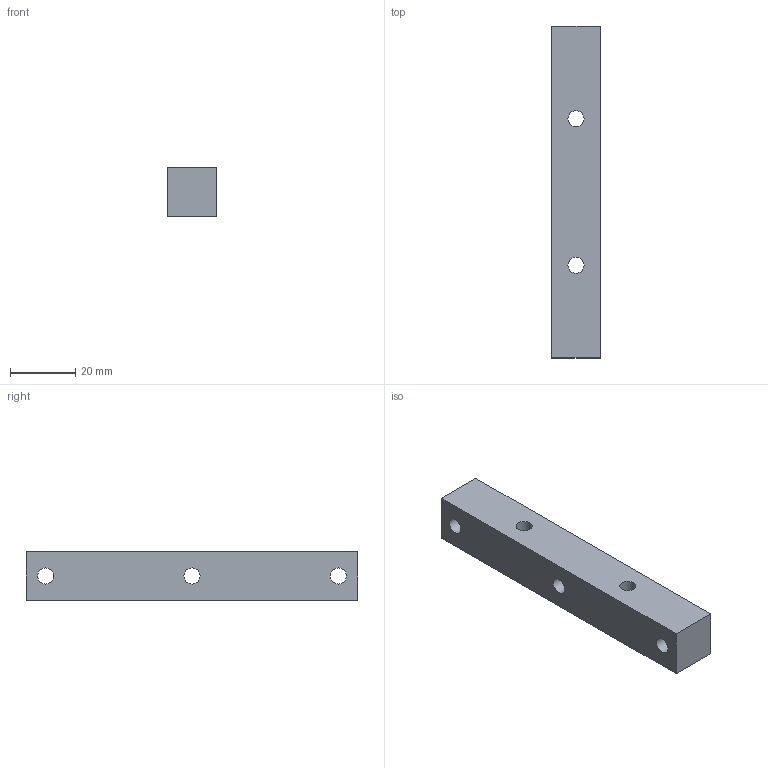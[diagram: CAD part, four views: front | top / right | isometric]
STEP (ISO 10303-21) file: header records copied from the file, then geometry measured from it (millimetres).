
FILE_DESCRIPTION((''),'2;1');
FILE_NAME('part.stp','2000-01-01T12:00:00+0:00',(''),(''),'','fCAD','');
FILE_SCHEMA (('AUTOMOTIVE_DESIGN { 1 0 10303 214 3 1 1 }'));
Length unit declared in the file: millimetre
Products named in the file (2): LCDFRPWR; PCB-SFPSYNC
Assembly tree (1 placements, depth 2):
  LCDFRPWR
    PCB-SFPSYNC
Bounding box: 15 x 102 x 15 mm (x, y, z)
Volume: 21525.9 mm3; surface area: 7538.7 mm2
Topology: 1 solids, 1 shells, 11 faces, 32 edges, 23 vertices
Faces by surface type: plane 6, cylinder 5
Full cylindrical faces by diameter (mm): 4.917 x5
Entity records: 409 total; most frequent: DIRECTION 60, CARTESIAN_POINT 54, ORIENTED_EDGE 44, EDGE_LOOP 26, AXIS2_PLACEMENT_3D 24, EDGE_CURVE 22, VERTEX_POINT 18, FACE_BOUND 15
